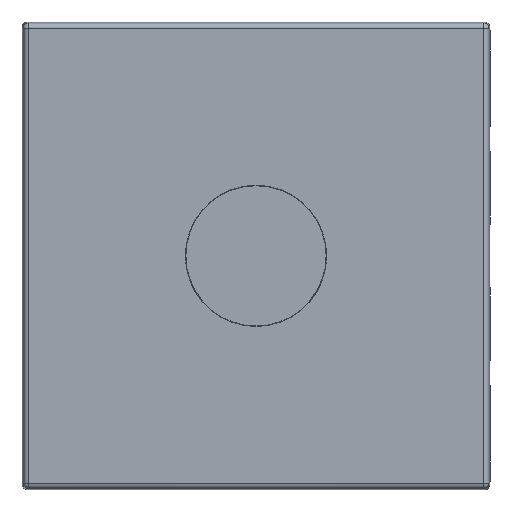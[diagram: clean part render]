
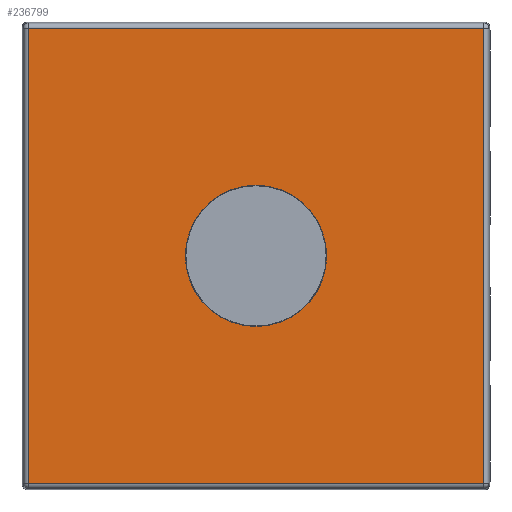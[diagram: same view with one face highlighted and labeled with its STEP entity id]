
A CAD part, top view. The second image highlights one B-rep face of the part: STEP entity #236799.
In plain terms, the highlighted planar face has unit normal (0, 0, 1).
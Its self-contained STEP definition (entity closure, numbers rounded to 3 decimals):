
#236584=AXIS2_PLACEMENT_3D('Circle Axis2P3D',#236582,#236583,$) ;
#236608=AXIS2_PLACEMENT_3D('Circle Axis2P3D',#236606,#236607,$) ;
#236787=AXIS2_PLACEMENT_3D('Plane Axis2P3D',#236784,#236785,#236786) ;
#236579=CARTESIAN_POINT('Vertex',(-6.8,0.,6.09)) ;
#236582=CARTESIAN_POINT('Axis2P3D Location',(0.,0.,6.09)) ;
#236586=CARTESIAN_POINT('Vertex',(6.8,0.,6.09)) ;
#236606=CARTESIAN_POINT('Axis2P3D Location',(0.,0.,6.09)) ;
#236627=CARTESIAN_POINT('Vertex',(-21.905,21.905,6.09)) ;
#236652=CARTESIAN_POINT('Vertex',(-21.905,-21.905,6.09)) ;
#236655=CARTESIAN_POINT('Line Origine',(-21.905,0.,6.09)) ;
#236694=CARTESIAN_POINT('Vertex',(21.905,-21.905,6.09)) ;
#236697=CARTESIAN_POINT('Line Origine',(0.,-21.905,6.09)) ;
#236734=CARTESIAN_POINT('Vertex',(21.905,21.905,6.09)) ;
#236737=CARTESIAN_POINT('Line Origine',(21.905,0.,6.09)) ;
#236772=CARTESIAN_POINT('Line Origine',(0.,21.905,6.09)) ;
#236784=CARTESIAN_POINT('Axis2P3D Location',(0.,22.5,6.09)) ;
#236583=DIRECTION('Axis2P3D Direction',(-0.,0.,1.)) ;
#236607=DIRECTION('Axis2P3D Direction',(-0.,0.,1.)) ;
#236656=DIRECTION('Vector Direction',(0.,-1.,0.)) ;
#236698=DIRECTION('Vector Direction',(-1.,0.,0.)) ;
#236738=DIRECTION('Vector Direction',(0.,-1.,0.)) ;
#236773=DIRECTION('Vector Direction',(-1.,0.,0.)) ;
#236785=DIRECTION('Axis2P3D Direction',(-0.,0.,1.)) ;
#236786=DIRECTION('Axis2P3D XDirection',(0.,-1.,0.)) ;
#236657=VECTOR('Line Direction',#236656,1.) ;
#236699=VECTOR('Line Direction',#236698,1.) ;
#236739=VECTOR('Line Direction',#236738,1.) ;
#236774=VECTOR('Line Direction',#236773,1.) ;
#236790=ORIENTED_EDGE('',*,*,#236701,.T.) ;
#236791=ORIENTED_EDGE('',*,*,#236741,.T.) ;
#236792=ORIENTED_EDGE('',*,*,#236776,.T.) ;
#236793=ORIENTED_EDGE('',*,*,#236659,.T.) ;
#236796=ORIENTED_EDGE('',*,*,#236610,.T.) ;
#236797=ORIENTED_EDGE('',*,*,#236588,.T.) ;
#236798=FACE_BOUND('',#236795,.T.) ;
#236799=ADVANCED_FACE('A024769_A .1\\ED10325.1\\ENJO ED10325 MOSAIC PEINT',(#236794,#236798),#236788,.T.) ;
#236585=CIRCLE('generated circle',#236584,6.8) ;
#236609=CIRCLE('generated circle',#236608,6.8) ;
#236588=EDGE_CURVE('',#236587,#236580,#236585,.F.) ;
#236610=EDGE_CURVE('',#236580,#236587,#236609,.F.) ;
#236659=EDGE_CURVE('',#236628,#236653,#236658,.T.) ;
#236701=EDGE_CURVE('',#236653,#236695,#236700,.F.) ;
#236741=EDGE_CURVE('',#236695,#236735,#236740,.F.) ;
#236776=EDGE_CURVE('',#236735,#236628,#236775,.T.) ;
#236789=EDGE_LOOP('',(#236790,#236791,#236792,#236793)) ;
#236795=EDGE_LOOP('',(#236796,#236797)) ;
#236794=FACE_OUTER_BOUND('',#236789,.T.) ;
#236658=LINE('Line',#236655,#236657) ;
#236700=LINE('Line',#236697,#236699) ;
#236740=LINE('Line',#236737,#236739) ;
#236775=LINE('Line',#236772,#236774) ;
#236788=PLANE('',#236787) ;
#236580=VERTEX_POINT('',#236579) ;
#236587=VERTEX_POINT('',#236586) ;
#236628=VERTEX_POINT('',#236627) ;
#236653=VERTEX_POINT('',#236652) ;
#236695=VERTEX_POINT('',#236694) ;
#236735=VERTEX_POINT('',#236734) ;
